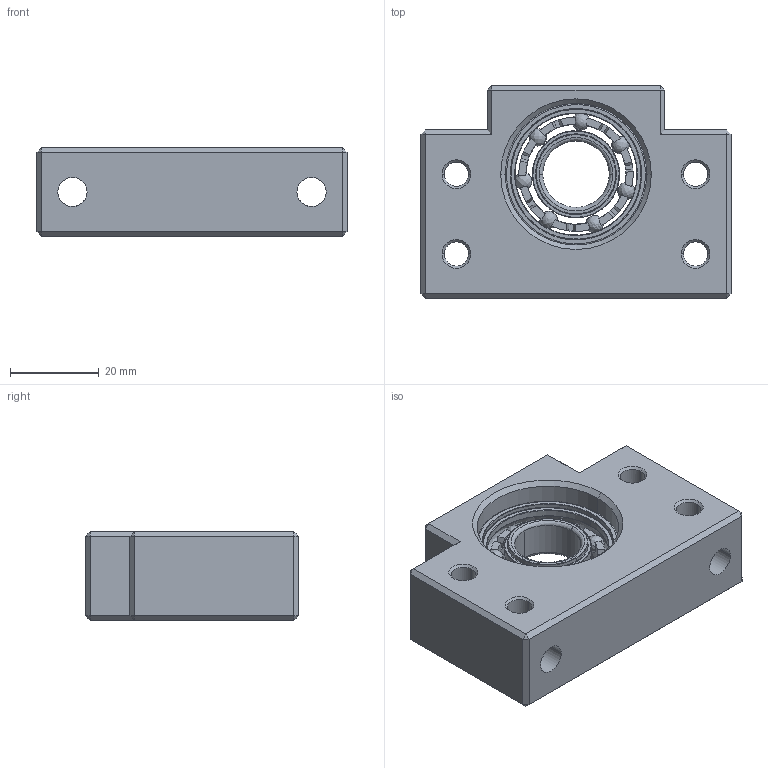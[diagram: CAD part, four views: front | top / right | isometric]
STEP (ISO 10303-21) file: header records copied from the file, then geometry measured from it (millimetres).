
FILE_DESCRIPTION (( 'STEP AP203' ), '1' );
FILE_NAME ('BF15.STEP', '2017-05-04T12:14:39', ( 'User' ), ( '' ), 'SwSTEP 2.0', 'SolidWorks 2015', '' );
FILE_SCHEMA (( 'CONFIG_CONTROL_DESIGN' ));
Length unit declared in the file: millimetre
Products named in the file (1): BF15
Bounding box: 70 x 48 x 20 mm (x, y, z)
Volume: 42896.7 mm3; surface area: 17513.7 mm2
Topology: 11 solids, 11 shells, 261 faces, 670 edges, 408 vertices
Faces by surface type: plane 104, cylinder 73, bspline 56, cone 24, torus 4
Entity records: 10279 total; most frequent: CARTESIAN_POINT 4454, ORIENTED_EDGE 1284, DIRECTION 1108, EDGE_CURVE 642, AXIS2_PLACEMENT_3D 424, VERTEX_POINT 408, EDGE_LOOP 294, FACE_OUTER_BOUND 261
